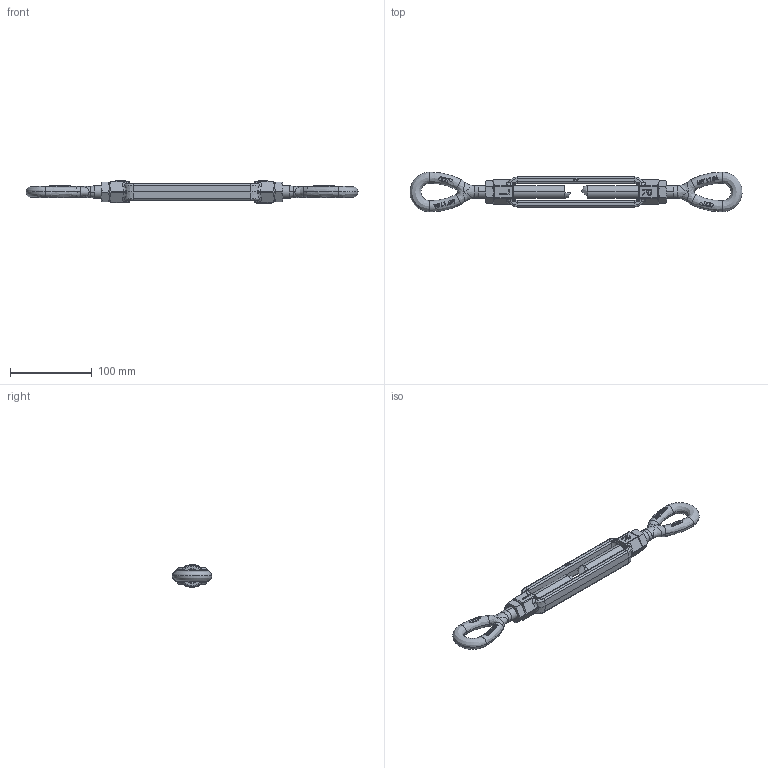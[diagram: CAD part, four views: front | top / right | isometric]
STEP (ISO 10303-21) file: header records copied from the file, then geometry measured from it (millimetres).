
FILE_DESCRIPTION(('STEP AP214'),'1');
FILE_NAME('ssgpoo1606.stp','2017-03-31T06:39:11',('TraceParts'),('TraceParts S.A.'),'Spatial InterOp 3D',' ',' ');
FILE_SCHEMA(('automotive_design'));
Length unit declared in the file: millimetre
Products named in the file (8): ssgpoo1606_1; ssgpoo1606_2; ssgpoo1606_3; ssgpoo1606_4; ssgpoo1606_5; ssgpoo1606_6; ssgpoo1606_7; ssgpoo1606_8
Bounding box: 406.89 x 48.5 x 28 mm (x, y, z)
Volume: 164724.1 mm3; surface area: 54622.8 mm2
Topology: 8 solids, 8 shells, 658 faces, 1683 edges, 1057 vertices
Faces by surface type: plane 266, bspline 210, cylinder 130, cone 52
Entity records: 36456 total; most frequent: CARTESIAN_POINT 17328, ORIENTED_EDGE 3358, DIRECTION 2048, EDGE_CURVE 1679, VERTEX_POINT 1061, B_SPLINE_CURVE_WITH_KNOTS 724, AXIS2_PLACEMENT_3D 704, EDGE_LOOP 694
